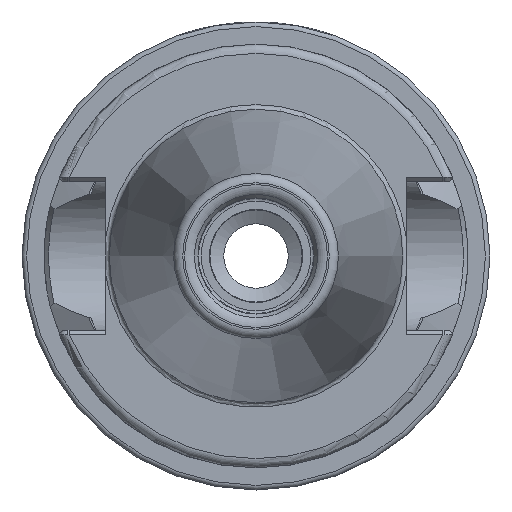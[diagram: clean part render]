
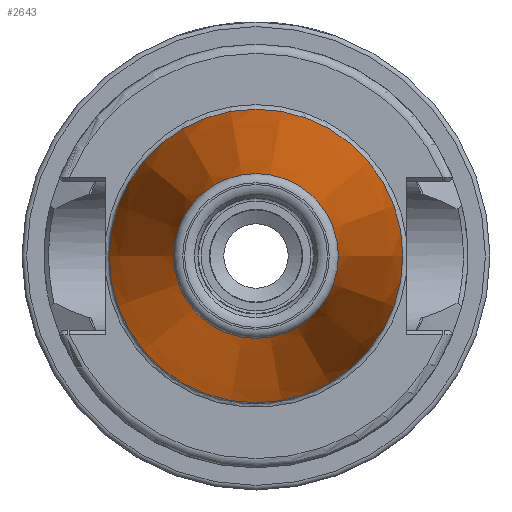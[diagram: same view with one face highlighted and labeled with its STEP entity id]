
A CAD part, left-side view. The second image highlights one B-rep face of the part: STEP entity #2643.
In plain terms, the highlighted conical face has half-angle 8.297 degrees and reference radius 12.437 mm.
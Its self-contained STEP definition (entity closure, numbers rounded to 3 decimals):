
#70=CONICAL_SURFACE('',#2888,12.437,0.145);
#248=CIRCLE('',#2884,8.941);
#249=CIRCLE('',#2885,8.941);
#250=CIRCLE('',#2886,8.941);
#252=CIRCLE('',#2889,15.933);
#253=CIRCLE('',#2890,15.933);
#463=FACE_OUTER_BOUND('',#610,.T.);
#610=EDGE_LOOP('',(#2096,#2097,#2098,#2099,#2100,#2101,#2102));
#755=LINE('',#5210,#872);
#872=VECTOR('',#3478,12.437);
#1121=VERTEX_POINT('',#5198);
#1122=VERTEX_POINT('',#5199);
#1123=VERTEX_POINT('',#5201);
#1124=VERTEX_POINT('',#5206);
#1125=VERTEX_POINT('',#5207);
#1479=EDGE_CURVE('',#1121,#1122,#248,.T.);
#1480=EDGE_CURVE('',#1123,#1121,#249,.T.);
#1481=EDGE_CURVE('',#1122,#1123,#250,.T.);
#1483=EDGE_CURVE('',#1124,#1125,#252,.T.);
#1484=EDGE_CURVE('',#1125,#1124,#253,.T.);
#1485=EDGE_CURVE('',#1125,#1123,#755,.T.);
#2096=ORIENTED_EDGE('',*,*,#1483,.F.);
#2097=ORIENTED_EDGE('',*,*,#1484,.F.);
#2098=ORIENTED_EDGE('',*,*,#1485,.T.);
#2099=ORIENTED_EDGE('',*,*,#1480,.T.);
#2100=ORIENTED_EDGE('',*,*,#1479,.T.);
#2101=ORIENTED_EDGE('',*,*,#1481,.T.);
#2102=ORIENTED_EDGE('',*,*,#1485,.F.);
#2643=ADVANCED_FACE('',(#463),#70,.T.);
#2884=AXIS2_PLACEMENT_3D('',#5200,#3464,#3465);
#2885=AXIS2_PLACEMENT_3D('',#5202,#3466,#3467);
#2886=AXIS2_PLACEMENT_3D('',#5203,#3468,#3469);
#2888=AXIS2_PLACEMENT_3D('',#5205,#3472,#3473);
#2889=AXIS2_PLACEMENT_3D('',#5208,#3474,#3475);
#2890=AXIS2_PLACEMENT_3D('',#5209,#3476,#3477);
#3464=DIRECTION('center_axis',(1.,0.,0.));
#3465=DIRECTION('ref_axis',(0.,0.,-1.));
#3466=DIRECTION('center_axis',(1.,0.,0.));
#3467=DIRECTION('ref_axis',(0.,0.,-1.));
#3468=DIRECTION('center_axis',(1.,0.,0.));
#3469=DIRECTION('ref_axis',(0.,0.,-1.));
#3472=DIRECTION('center_axis',(1.,0.,0.));
#3473=DIRECTION('ref_axis',(0.,1.,0.));
#3474=DIRECTION('center_axis',(1.,0.,0.));
#3475=DIRECTION('ref_axis',(0.,0.,-1.));
#3476=DIRECTION('center_axis',(1.,0.,0.));
#3477=DIRECTION('ref_axis',(0.,0.,-1.));
#3478=DIRECTION('',(-0.99,0.144,0.));
#5198=CARTESIAN_POINT('',(-47.944,8.941,0.));
#5199=CARTESIAN_POINT('',(-47.944,0.,8.941));
#5200=CARTESIAN_POINT('Origin',(-47.944,0.,
0.));
#5201=CARTESIAN_POINT('',(-47.944,-8.941,0.));
#5202=CARTESIAN_POINT('Origin',(-47.944,0.,
0.));
#5203=CARTESIAN_POINT('Origin',(-47.944,0.,
0.));
#5205=CARTESIAN_POINT('Origin',(-23.972,0.,
0.));
#5206=CARTESIAN_POINT('',(0.,15.933,0.));
#5207=CARTESIAN_POINT('',(0.,-15.933,0.));
#5208=CARTESIAN_POINT('Origin',(0.,0.,
0.));
#5209=CARTESIAN_POINT('Origin',(0.,0.,
0.));
#5210=CARTESIAN_POINT('',(-23.972,-12.437,0.));
